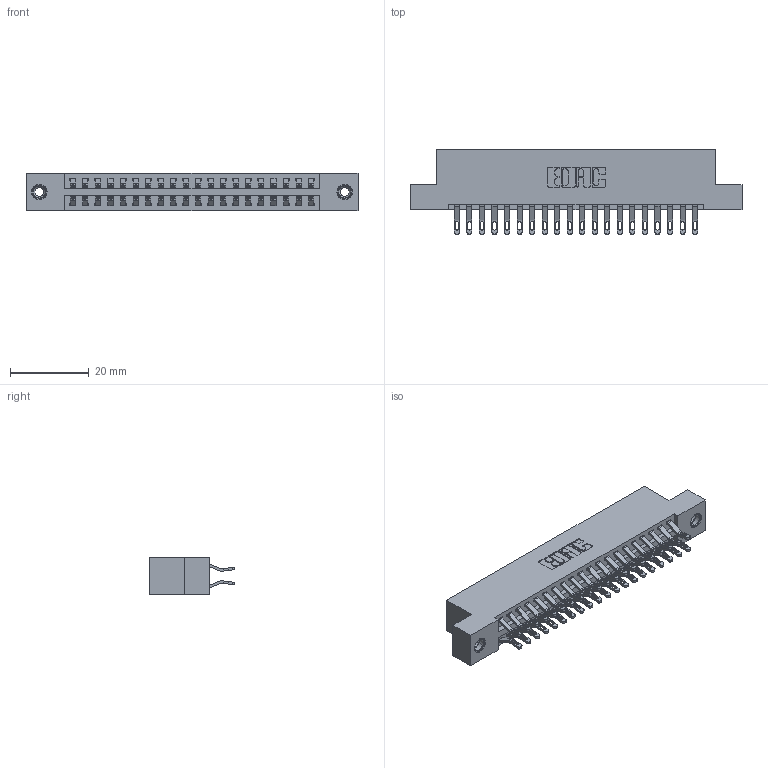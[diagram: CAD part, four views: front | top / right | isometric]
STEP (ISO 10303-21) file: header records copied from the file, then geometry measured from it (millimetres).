
FILE_DESCRIPTION (( 'STEP AP203' ), '1' );
FILE_NAME ('396-040-555-208.STEP', '2018-09-06T21:20:30', ( '' ), ( '' ), 'SwSTEP 2.0', 'SolidWorks 2016', '' );
FILE_SCHEMA (( 'CONFIG_CONTROL_DESIGN' ));
Length unit declared in the file: inch
Products named in the file (4): 346 Part_Flush Mounting Lugs - 0.156 Dia-TI; 345-292-001_555 Tail; 345-250-001_345-250-003-102; 396-040-555-208
Assembly tree (43 placements, depth 2):
  396-040-555-208
    346 Part_Flush Mounting Lugs - 0.156 Dia-TI
    345-292-001_555 Tail  x40
    345-250-001_345-250-003-102  x2
Bounding box: 84.07 x 21.46 x 9.4 mm (x, y, z)
Volume: 8136.9 mm3; surface area: 11272.5 mm2
Topology: 43 solids, 43 shells, 2502 faces, 7785 edges, 5182 vertices
Faces by surface type: plane 1428, cylinder 1058, cone 12, torus 4
Entity records: 17526 total; most frequent: CARTESIAN_POINT 2937, ORIENTED_EDGE 2834, DIRECTION 2635, EDGE_CURVE 1417, LINE 1165, VECTOR 1165, VERTEX_POINT 940, AXIS2_PLACEMENT_3D 735
